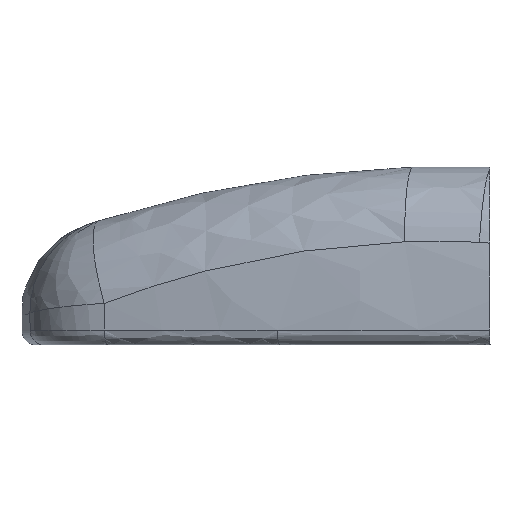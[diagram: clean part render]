
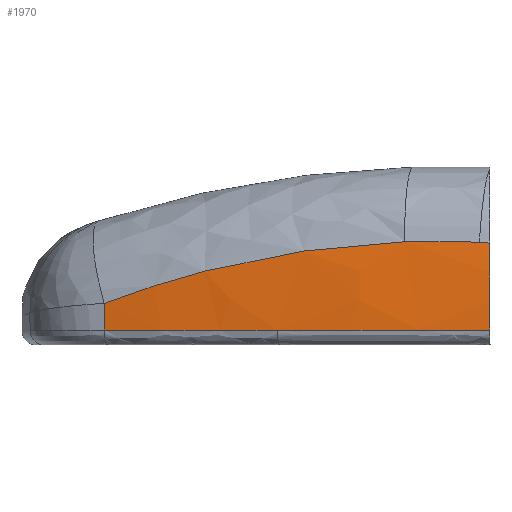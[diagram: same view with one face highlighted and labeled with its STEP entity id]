
A CAD part, left-side view. The second image highlights one B-rep face of the part: STEP entity #1970.
In plain terms, the highlighted free-form (B-spline) face has degree [3, 3] with [4, 4] control points.
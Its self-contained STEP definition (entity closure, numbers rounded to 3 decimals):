
#33=(
BOUNDED_SURFACE()
B_SPLINE_SURFACE(3,3,((#3811,#3812,#3813,#3814),(#3815,#3816,#3817,#3818),
(#3819,#3820,#3821,#3822),(#3823,#3824,#3825,#3826)),.UNSPECIFIED.,.F.,
 .F.,.F.)
B_SPLINE_SURFACE_WITH_KNOTS((4,4),(4,4),(0.,1.),(0.,1.),.UNSPECIFIED.)
GEOMETRIC_REPRESENTATION_ITEM()
RATIONAL_B_SPLINE_SURFACE(((1.,0.998,0.998,1.),
(0.997,0.995,0.995,0.997),
(0.997,0.995,0.995,0.997),
(1.,0.998,0.998,1.)))
REPRESENTATION_ITEM('')
SURFACE()
);
#113=B_SPLINE_CURVE_WITH_KNOTS('',3,(#3394,#3395,#3396,#3397),
 .UNSPECIFIED.,.F.,.F.,(4,4),(0.,0.008),.UNSPECIFIED.);
#131=B_SPLINE_CURVE_WITH_KNOTS('',3,(#3831,#3832,#3833,#3834),
 .UNSPECIFIED.,.F.,.F.,(4,4),(0.002,0.003),
 .UNSPECIFIED.);
#132=B_SPLINE_CURVE_WITH_KNOTS('',3,(#3836,#3837,#3838,#3839,#3840,#3841,
#3842,#3843,#3844,#3845,#3846,#3847,#3848,#3849,#3850,#3851,#3852,#3853,
#3854,#3855,#3856,#3857,#3858,#3859,#3860,#3861,#3862,#3863,#3864,#3865,
#3866,#3867,#3868,#3869,#3870,#3871,#3872),.UNSPECIFIED.,.F.,.F.,(4,3,3,
3,3,3,3,3,3,3,3,3,4),(0.,0.003,0.005,
0.008,0.011,0.014,0.016,
0.019,0.022,0.024,0.027,
0.03,0.032),.UNSPECIFIED.);
#133=B_SPLINE_CURVE_WITH_KNOTS('',3,(#3873,#3874,#3875,#3876),
 .UNSPECIFIED.,.F.,.F.,(4,4),(0.009,0.012),
 .UNSPECIFIED.);
#463=FACE_OUTER_BOUND('',#590,.T.);
#590=EDGE_LOOP('',(#1511,#1512,#1513,#1514,#1515,#1516,#1517));
#700=CIRCLE('',#2095,49.965);
#733=CIRCLE('',#2152,249.538);
#734=CIRCLE('',#2153,249.542);
#851=VERTEX_POINT('',#3133);
#852=VERTEX_POINT('',#3134);
#894=VERTEX_POINT('',#3391);
#895=VERTEX_POINT('',#3393);
#921=VERTEX_POINT('',#3827);
#922=VERTEX_POINT('',#3828);
#923=VERTEX_POINT('',#3835);
#1058=EDGE_CURVE('',#851,#852,#700,.T.);
#1116=EDGE_CURVE('',#895,#894,#113,.T.);
#1154=EDGE_CURVE('',#921,#922,#733,.T.);
#1155=EDGE_CURVE('',#922,#852,#734,.T.);
#1156=EDGE_CURVE('',#851,#895,#131,.T.);
#1157=EDGE_CURVE('',#894,#923,#132,.T.);
#1158=EDGE_CURVE('',#923,#921,#133,.T.);
#1511=ORIENTED_EDGE('',*,*,#1154,.T.);
#1512=ORIENTED_EDGE('',*,*,#1155,.T.);
#1513=ORIENTED_EDGE('',*,*,#1058,.F.);
#1514=ORIENTED_EDGE('',*,*,#1156,.T.);
#1515=ORIENTED_EDGE('',*,*,#1116,.T.);
#1516=ORIENTED_EDGE('',*,*,#1157,.T.);
#1517=ORIENTED_EDGE('',*,*,#1158,.T.);
#1970=ADVANCED_FACE('',(#463),#33,.T.);
#2095=AXIS2_PLACEMENT_3D('',#3135,#2374,#2375);
#2152=AXIS2_PLACEMENT_3D('',#3829,#2503,#2504);
#2153=AXIS2_PLACEMENT_3D('',#3830,#2505,#2506);
#2374=DIRECTION('center_axis',(0.,-1.,0.));
#2375=DIRECTION('ref_axis',(-0.999,0.,0.039));
#2503=DIRECTION('center_axis',(0.,0.,1.));
#2504=DIRECTION('ref_axis',(-0.984,0.176,0.));
#2505=DIRECTION('center_axis',(0.,0.,
1.));
#2506=DIRECTION('ref_axis',(-0.996,0.087,0.));
#3133=CARTESIAN_POINT('',(5.401,-137.668,66.103));
#3134=CARTESIAN_POINT('',(4.218,-137.668,57.058));
#3135=CARTESIAN_POINT('Origin',(54.146,-137.668,55.131));
#3391=CARTESIAN_POINT('',(6.373,-128.808,66.249));
#3393=CARTESIAN_POINT('',(5.523,-136.599,66.218));
#3394=CARTESIAN_POINT('Ctrl Pts',(5.523,-136.599,66.218));
#3395=CARTESIAN_POINT('Ctrl Pts',(5.789,-134.001,66.334));
#3396=CARTESIAN_POINT('Ctrl Pts',(6.073,-131.404,66.344));
#3397=CARTESIAN_POINT('Ctrl Pts',(6.373,-128.808,66.249));
#3811=CARTESIAN_POINT('Ctrl Pts',(12.358,-97.476,66.373));
#3812=CARTESIAN_POINT('Ctrl Pts',(8.938,-110.751,66.373));
#3813=CARTESIAN_POINT('Ctrl Pts',(6.627,-124.264,66.373));
#3814=CARTESIAN_POINT('Ctrl Pts',(5.44,-137.922,66.373));
#3815=CARTESIAN_POINT('Ctrl Pts',(11.662,-97.354,63.311));
#3816=CARTESIAN_POINT('Ctrl Pts',(8.235,-110.668,63.311));
#3817=CARTESIAN_POINT('Ctrl Pts',(5.921,-124.22,63.311));
#3818=CARTESIAN_POINT('Ctrl Pts',(4.734,-137.916,63.311));
#3819=CARTESIAN_POINT('Ctrl Pts',(11.252,-97.282,60.197));
#3820=CARTESIAN_POINT('Ctrl Pts',(7.822,-110.619,60.197));
#3821=CARTESIAN_POINT('Ctrl Pts',(5.505,-124.193,60.197));
#3822=CARTESIAN_POINT('Ctrl Pts',(4.318,-137.913,60.197));
#3823=CARTESIAN_POINT('Ctrl Pts',(11.133,-97.261,57.058));
#3824=CARTESIAN_POINT('Ctrl Pts',(7.702,-110.605,57.058));
#3825=CARTESIAN_POINT('Ctrl Pts',(5.384,-124.186,57.058));
#3826=CARTESIAN_POINT('Ctrl Pts',(4.197,-137.912,57.058));
#3827=CARTESIAN_POINT('',(11.059,-97.551,57.058));
#3828=CARTESIAN_POINT('',(7.153,-115.556,57.058));
#3829=CARTESIAN_POINT('Origin',(252.807,-159.413,57.058));
#3830=CARTESIAN_POINT('Origin',(252.811,-159.414,57.058));
#3831=CARTESIAN_POINT('Ctrl Pts',(5.401,-137.668,66.103));
#3832=CARTESIAN_POINT('Ctrl Pts',(5.446,-137.315,66.163));
#3833=CARTESIAN_POINT('Ctrl Pts',(5.486,-136.959,66.202));
#3834=CARTESIAN_POINT('Ctrl Pts',(5.523,-136.599,66.218));
#3835=CARTESIAN_POINT('',(11.254,-97.53,59.831));
#3836=CARTESIAN_POINT('Ctrl Pts',(6.373,-128.808,66.249));
#3837=CARTESIAN_POINT('Ctrl Pts',(6.475,-127.93,66.216));
#3838=CARTESIAN_POINT('Ctrl Pts',(6.578,-127.055,66.172));
#3839=CARTESIAN_POINT('Ctrl Pts',(6.683,-126.183,66.116));
#3840=CARTESIAN_POINT('Ctrl Pts',(6.793,-125.272,66.057));
#3841=CARTESIAN_POINT('Ctrl Pts',(6.904,-124.365,65.986));
#3842=CARTESIAN_POINT('Ctrl Pts',(7.018,-123.46,65.901));
#3843=CARTESIAN_POINT('Ctrl Pts',(7.132,-122.555,65.817));
#3844=CARTESIAN_POINT('Ctrl Pts',(7.247,-121.654,65.72));
#3845=CARTESIAN_POINT('Ctrl Pts',(7.365,-120.755,65.611));
#3846=CARTESIAN_POINT('Ctrl Pts',(7.482,-119.862,65.502));
#3847=CARTESIAN_POINT('Ctrl Pts',(7.602,-118.972,65.381));
#3848=CARTESIAN_POINT('Ctrl Pts',(7.723,-118.086,65.248));
#3849=CARTESIAN_POINT('Ctrl Pts',(7.847,-117.187,65.113));
#3850=CARTESIAN_POINT('Ctrl Pts',(7.972,-116.291,64.965));
#3851=CARTESIAN_POINT('Ctrl Pts',(8.101,-115.398,64.805));
#3852=CARTESIAN_POINT('Ctrl Pts',(8.224,-114.548,64.653));
#3853=CARTESIAN_POINT('Ctrl Pts',(8.349,-113.7,64.489));
#3854=CARTESIAN_POINT('Ctrl Pts',(8.477,-112.855,64.315));
#3855=CARTESIAN_POINT('Ctrl Pts',(8.609,-111.983,64.135));
#3856=CARTESIAN_POINT('Ctrl Pts',(8.744,-111.114,63.943));
#3857=CARTESIAN_POINT('Ctrl Pts',(8.882,-110.249,63.739));
#3858=CARTESIAN_POINT('Ctrl Pts',(9.02,-109.383,63.536));
#3859=CARTESIAN_POINT('Ctrl Pts',(9.162,-108.519,63.32));
#3860=CARTESIAN_POINT('Ctrl Pts',(9.307,-107.659,63.093));
#3861=CARTESIAN_POINT('Ctrl Pts',(9.453,-106.801,62.867));
#3862=CARTESIAN_POINT('Ctrl Pts',(9.602,-105.945,62.628));
#3863=CARTESIAN_POINT('Ctrl Pts',(9.755,-105.092,62.378));
#3864=CARTESIAN_POINT('Ctrl Pts',(9.908,-104.241,62.129));
#3865=CARTESIAN_POINT('Ctrl Pts',(10.065,-103.394,61.869));
#3866=CARTESIAN_POINT('Ctrl Pts',(10.226,-102.549,61.596));
#3867=CARTESIAN_POINT('Ctrl Pts',(10.388,-101.706,61.325));
#3868=CARTESIAN_POINT('Ctrl Pts',(10.554,-100.867,61.042));
#3869=CARTESIAN_POINT('Ctrl Pts',(10.725,-100.03,60.748));
#3870=CARTESIAN_POINT('Ctrl Pts',(10.896,-99.194,60.453));
#3871=CARTESIAN_POINT('Ctrl Pts',(11.072,-98.36,60.148));
#3872=CARTESIAN_POINT('Ctrl Pts',(11.254,-97.53,59.831));
#3873=CARTESIAN_POINT('Ctrl Pts',(11.254,-97.53,59.831));
#3874=CARTESIAN_POINT('Ctrl Pts',(11.162,-97.54,58.909));
#3875=CARTESIAN_POINT('Ctrl Pts',(11.097,-97.547,57.984));
#3876=CARTESIAN_POINT('Ctrl Pts',(11.059,-97.551,57.058));
